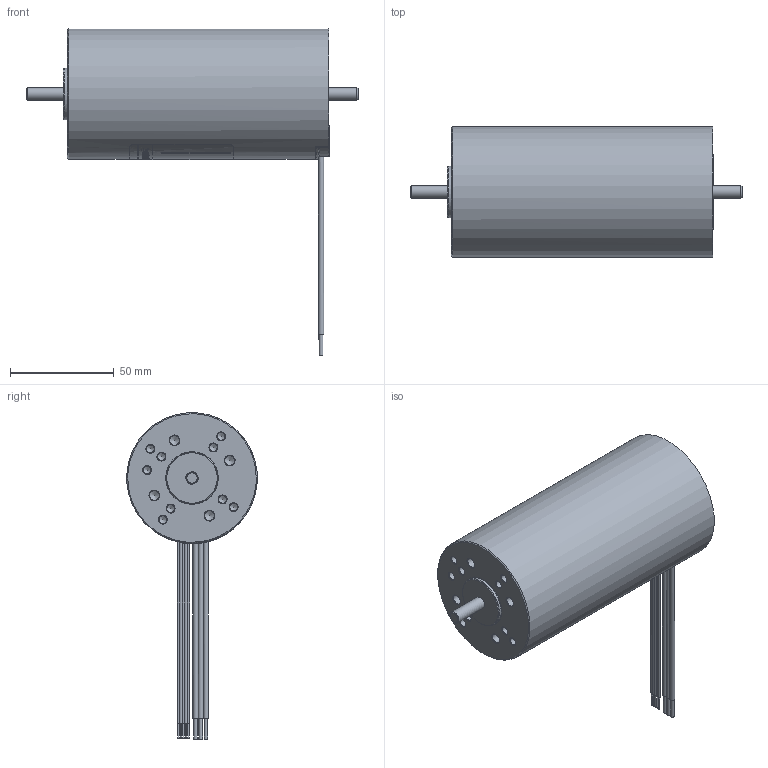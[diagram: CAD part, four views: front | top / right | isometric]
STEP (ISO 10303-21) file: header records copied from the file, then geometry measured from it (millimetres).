
FILE_DESCRIPTION(/* description */ ('Ritzel'),/* implementation_level */ '2;1');
FILE_NAME(/* name */ 'ECI63.40K1.stp',/* time_stamp */ '2017-11-09T11:46:35+01:00',/* author */ ('engelhardtv'),/* organization */ (''),/* preprocessor_version */ 'ST-DEVELOPER v16.1',/* originating_system */ 'Autodesk Inventor 2016',/* authorisation */ 'ob');
FILE_SCHEMA (('AUTOMOTIVE_DESIGN { 1 0 10303 214 3 1 1 }'));
Products named in the file (2): ECI63.40K1; ECI63.40K1_1
Assembly tree (1 placements, depth 2):
  ECI63.40K1_1
    ECI63.40K1
Bounding box: 160.1 x 62.84 x 157.29 mm (x, y, z)
Volume: 391837.8 mm3; surface area: 46526.9 mm2
Topology: 1 solids, 21 shells, 3626 faces, 9981 edges, 6417 vertices
Faces by surface type: plane 2751, cylinder 487, torus 194, bspline 112, cone 55, sphere 27
Full cylindrical faces by diameter (mm): 0.7 x5, 1.2 x3, 1.8 x5, 2 x3, 2.3 x4, 2.5 x5, 2.7 x7, 3 x1, 3.7 x9, 4 x2, 4.5 x3, 4.65 x4, 5 x2, 6 x2, 9 x1, 24.314 x1, 25 x1, 59.87 x1, 60.05 x1, 63 x1
Entity records: 128609 total; most frequent: CARTESIAN_POINT 30605, DIRECTION 20872, ORIENTED_EDGE 19564, EDGE_CURVE 9755, AXIS2_PLACEMENT_3D 8044, VERTEX_POINT 6365, LINE 4784, VECTOR 4784
